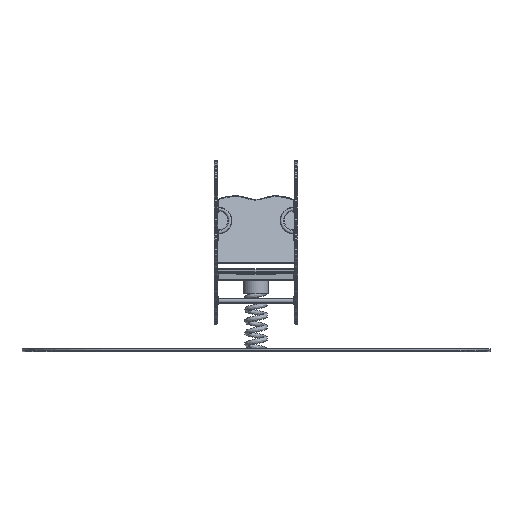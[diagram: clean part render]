
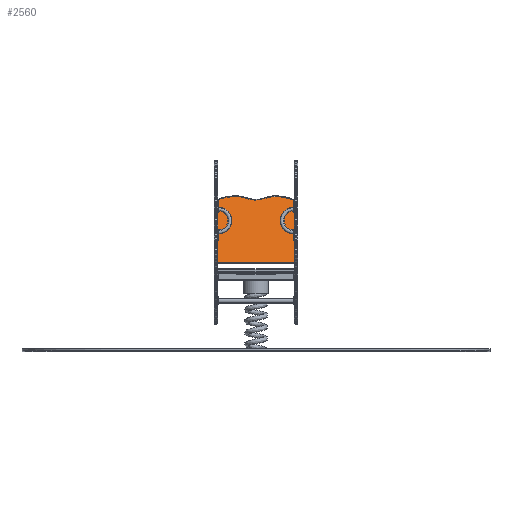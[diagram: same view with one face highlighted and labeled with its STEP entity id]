
A CAD part, top view. The second image highlights one B-rep face of the part: STEP entity #2560.
In plain terms, the highlighted face is planar.
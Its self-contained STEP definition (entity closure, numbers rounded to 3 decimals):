
#2560=ADVANCED_FACE('',(#27496),#27498,.T.);
#27496=FACE_BOUND('',#27497,.T.);
#27497=EDGE_LOOP('',(#31401,#31402,#31403,#31404,#31405,#31406));
#27498=PLANE('',#27499);
#27499=AXIS2_PLACEMENT_3D('',#27500,#27501,#27502);
#27500=CARTESIAN_POINT('',(0.,0.,0.));
#27501=DIRECTION('',(0.,0.,1.));
#27502=DIRECTION('',(1.,0.,0.));
#31401=ORIENTED_EDGE('',*,*,#31914,.T.);
#31402=ORIENTED_EDGE('',*,*,#31911,.T.);
#31403=ORIENTED_EDGE('',*,*,#31915,.T.);
#31404=ORIENTED_EDGE('',*,*,#31916,.T.);
#31405=ORIENTED_EDGE('',*,*,#31917,.T.);
#31406=ORIENTED_EDGE('',*,*,#31896,.T.);
#31896=EDGE_CURVE('',#32559,#32556,#32560,.T.);
#31911=EDGE_CURVE('',#32574,#32584,#32586,.T.);
#31914=EDGE_CURVE('',#32556,#32574,#32589,.T.);
#31915=EDGE_CURVE('',#32584,#32590,#32591,.T.);
#31916=EDGE_CURVE('',#32590,#32592,#32593,.T.);
#31917=EDGE_CURVE('',#32592,#32559,#32594,.T.);
#32556=VERTEX_POINT('',#38126);
#32559=VERTEX_POINT('',#38132);
#32560=LINE('',#38133,#38134);
#32574=VERTEX_POINT('',#38168);
#32584=VERTEX_POINT('',#38191);
#32586=LINE('',#38196,#38197);
#32589=LINE('',#38205,#38206);
#32590=VERTEX_POINT('',#38208);
#32591=LINE('',#38209,#38210);
#32592=VERTEX_POINT('',#38212);
#32593=B_SPLINE_CURVE_WITH_KNOTS('',3,
(#38213,#38214,#38215,#38216,#38217,#38218,#38219,#38220,#38221,#38222,#38223,#38224,
#38225,#38226,#38227,#38228,#38229,#38230,#38231,#38232,#38233,#38234,#38235,#38236,
#38237,#38238,#38239,#38240,#38241,#38242,#38243,#38244,#38245,#38246,#38247,#38248,
#38249,#38250,#38251,#38252,#38253),
.UNSPECIFIED.,.F.,.F.,
(4,1,1,1,1,1,1,1,1,1,1,1,1,1,1,1,1,1,1,1,1,1,1,1,1,1,1,1,1,1,1,1,1,1,1,1,1,1,4),
(0.,0.133,0.213,0.242,0.247,0.252,
0.257,0.263,0.274,0.292,0.319,
0.347,0.377,0.407,0.441,0.468,
0.487,0.498,0.508,0.52,0.537,
0.561,0.592,0.625,0.658,0.69,
0.713,0.73,0.737,0.742,0.745,
0.747,0.751,0.755,0.762,0.785,
0.842,0.918,1.),
.UNSPECIFIED.);
#32594=LINE('',#38254,#38255);
#38126=CARTESIAN_POINT('',(0.,5.,0.));
#38132=CARTESIAN_POINT('',(0.,345.,0.));
#38133=CARTESIAN_POINT('',(0.,345.,0.));
#38134=VECTOR('',#38135,1.);
#38135=DIRECTION('',(0.,-1.,0.));
#38168=CARTESIAN_POINT('',(420.,5.,0.));
#38191=CARTESIAN_POINT('',(420.,345.,0.));
#38196=CARTESIAN_POINT('',(420.,5.,0.));
#38197=VECTOR('',#38198,1.);
#38198=DIRECTION('',(0.,1.,0.));
#38205=CARTESIAN_POINT('',(0.,5.,0.));
#38206=VECTOR('',#38207,1.);
#38207=DIRECTION('',(1.,0.,0.));
#38208=CARTESIAN_POINT('',(409.037,345.,0.));
#38209=CARTESIAN_POINT('',(420.,345.,0.));
#38210=VECTOR('',#38211,1.);
#38211=DIRECTION('',(-1.,0.,0.));
#38212=CARTESIAN_POINT('',(10.963,345.,0.));
#38213=CARTESIAN_POINT('',(409.037,345.,0.));
#38214=CARTESIAN_POINT('',(391.531,352.003,0.));
#38215=CARTESIAN_POINT('',(363.508,360.4,0.));
#38216=CARTESIAN_POINT('',(331.668,364.38,0.));
#38217=CARTESIAN_POINT('',(316.638,364.947,0.));
#38218=CARTESIAN_POINT('',(311.522,364.997,0.));
#38219=CARTESIAN_POINT('',(309.603,365.006,0.));
#38220=CARTESIAN_POINT('',(307.579,364.972,0.));
#38221=CARTESIAN_POINT('',(304.84,364.856,0.));
#38222=CARTESIAN_POINT('',(300.407,364.507,0.));
#38223=CARTESIAN_POINT('',(293.304,363.549,0.));
#38224=CARTESIAN_POINT('',(283.799,361.573,0.));
#38225=CARTESIAN_POINT('',(272.567,358.557,0.));
#38226=CARTESIAN_POINT('',(260.776,355.009,0.));
#38227=CARTESIAN_POINT('',(248.122,351.226,0.));
#38228=CARTESIAN_POINT('',(235.737,348.005,0.));
#38229=CARTESIAN_POINT('',(224.701,345.982,0.));
#38230=CARTESIAN_POINT('',(216.649,345.169,0.));
#38231=CARTESIAN_POINT('',(210.986,344.967,0.));
#38232=CARTESIAN_POINT('',(206.278,345.038,0.));
#38233=CARTESIAN_POINT('',(200.813,345.391,0.));
#38234=CARTESIAN_POINT('',(193.326,346.314,0.));
#38235=CARTESIAN_POINT('',(183.367,348.241,0.));
#38236=CARTESIAN_POINT('',(171.288,351.388,0.));
#38237=CARTESIAN_POINT('',(158.238,355.312,0.));
#38238=CARTESIAN_POINT('',(145.236,359.203,0.));
#38239=CARTESIAN_POINT('',(133.737,362.159,0.));
#38240=CARTESIAN_POINT('',(124.518,363.889,0.));
#38241=CARTESIAN_POINT('',(118.474,364.609,0.));
#38242=CARTESIAN_POINT('',(114.844,364.866,0.));
#38243=CARTESIAN_POINT('',(112.946,364.95,0.));
#38244=CARTESIAN_POINT('',(111.633,364.986,0.));
#38245=CARTESIAN_POINT('',(110.486,365.002,0.));
#38246=CARTESIAN_POINT('',(109.124,365.,0.));
#38247=CARTESIAN_POINT('',(107.157,364.987,0.));
#38248=CARTESIAN_POINT('',(102.721,364.917,0.));
#38249=CARTESIAN_POINT('',(91.346,364.468,0.));
#38250=CARTESIAN_POINT('',(70.947,362.354,0.));
#38251=CARTESIAN_POINT('',(42.648,356.424,0.));
#38252=CARTESIAN_POINT('',(21.811,349.339,0.));
#38253=CARTESIAN_POINT('',(10.963,345.,0.));
#38254=CARTESIAN_POINT('',(10.963,345.,0.));
#38255=VECTOR('',#38256,1.);
#38256=DIRECTION('',(-1.,0.,0.));
